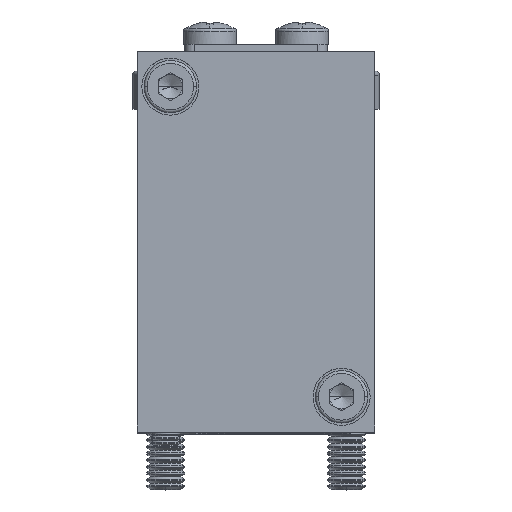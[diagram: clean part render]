
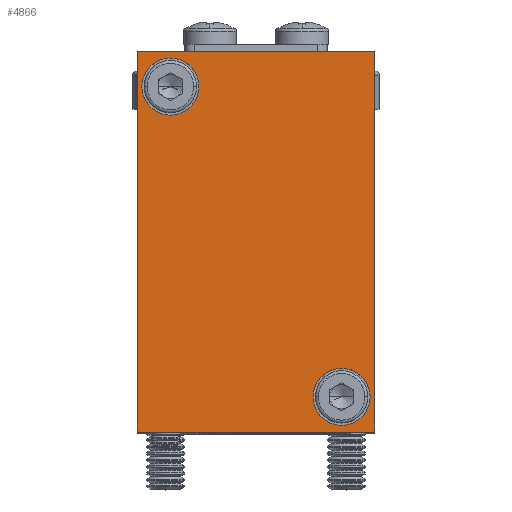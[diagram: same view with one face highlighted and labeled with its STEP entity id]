
A CAD part, top view. The second image highlights one B-rep face of the part: STEP entity #4866.
In plain terms, the highlighted planar face has unit normal (0, 0, 1).
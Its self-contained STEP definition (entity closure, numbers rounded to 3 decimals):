
#898 = CARTESIAN_POINT ( 'NONE',  ( 25., 40., 84. ) ) ;
#4009 = LINE ( 'NONE', #74145, #35190 ) ;
#4866 = ADVANCED_FACE ( 'NONE', ( #7517, #70007, #38724 ), #14375, .F. ) ;
#4954 = EDGE_LOOP ( 'NONE', ( #38671, #62117 ) ) ;
#5031 = CARTESIAN_POINT ( 'NONE',  ( 21.5, 3.7, 84. ) ) ;
#5110 = DIRECTION ( 'NONE',  ( 0., 0., 1. ) ) ;
#5150 = VERTEX_POINT ( 'NONE', #11234 ) ;
#7517 = FACE_BOUND ( 'NONE', #4954, .T. ) ;
#8180 = EDGE_CURVE ( 'NONE', #55624, #44712, #69986, .T. ) ;
#8473 = CARTESIAN_POINT ( 'NONE',  ( 0., 40., 84. ) ) ;
#8612 = VERTEX_POINT ( 'NONE', #20848 ) ;
#9877 = AXIS2_PLACEMENT_3D ( 'NONE', #5031, #46099, #10926 ) ;
#10523 = VERTEX_POINT ( 'NONE', #71118 ) ;
#10926 = DIRECTION ( 'NONE',  ( 1., 0., 0. ) ) ;
#11234 = CARTESIAN_POINT ( 'NONE',  ( 0., 0., 84. ) ) ;
#11317 = VERTEX_POINT ( 'NONE', #72113 ) ;
#11716 = CARTESIAN_POINT ( 'NONE',  ( 21.5, 3.7, 84. ) ) ;
#12771 = ORIENTED_EDGE ( 'NONE', *, *, #48270, .T. ) ;
#13140 = CIRCLE ( 'NONE', #42580, 3. ) ;
#14375 = PLANE ( 'NONE',  #27389 ) ;
#15121 = EDGE_CURVE ( 'NONE', #29500, #10523, #20975, .T. ) ;
#15416 = DIRECTION ( 'NONE',  ( 1., 0., 0. ) ) ;
#16932 = ORIENTED_EDGE ( 'NONE', *, *, #48666, .F. ) ;
#17628 = DIRECTION ( 'NONE',  ( 1., 0., 0. ) ) ;
#19222 = CARTESIAN_POINT ( 'NONE',  ( 0., 0., 84. ) ) ;
#19589 = AXIS2_PLACEMENT_3D ( 'NONE', #40275, #5110, #46183 ) ;
#19763 = CARTESIAN_POINT ( 'NONE',  ( 18.5, 3.7, 84. ) ) ;
#19772 = EDGE_CURVE ( 'NONE', #5150, #32918, #4009, .T. ) ;
#20036 = EDGE_CURVE ( 'NONE', #8612, #11317, #13140, .T. ) ;
#20296 = CARTESIAN_POINT ( 'NONE',  ( 0., 40., 84. ) ) ;
#20848 = CARTESIAN_POINT ( 'NONE',  ( 0.5, 36.3, 84. ) ) ;
#20975 = CIRCLE ( 'NONE', #9877, 3. ) ;
#25865 = DIRECTION ( 'NONE',  ( 0., 0., -1. ) ) ;
#26139 = DIRECTION ( 'NONE',  ( -1., 0., 0. ) ) ;
#27389 = AXIS2_PLACEMENT_3D ( 'NONE', #8473, #25865, #55435 ) ;
#28489 = VECTOR ( 'NONE', #36275, 1000. ) ;
#29500 = VERTEX_POINT ( 'NONE', #19763 ) ;
#29931 = CARTESIAN_POINT ( 'NONE',  ( 3.5, 36.3, 84. ) ) ;
#30328 = LINE ( 'NONE', #59694, #28489 ) ;
#32918 = VERTEX_POINT ( 'NONE', #38175 ) ;
#35190 = VECTOR ( 'NONE', #15416, 1000. ) ;
#35821 = DIRECTION ( 'NONE',  ( 1., 0., 0. ) ) ;
#36275 = DIRECTION ( 'NONE',  ( 0., 1., 0. ) ) ;
#36851 = VECTOR ( 'NONE', #26139, 1000. ) ;
#38175 = CARTESIAN_POINT ( 'NONE',  ( 25., 0., 84. ) ) ;
#38671 = ORIENTED_EDGE ( 'NONE', *, *, #72422, .F. ) ;
#38724 = FACE_OUTER_BOUND ( 'NONE', #40705, .T. ) ;
#40275 = CARTESIAN_POINT ( 'NONE',  ( 3.5, 36.3, 84. ) ) ;
#40705 = EDGE_LOOP ( 'NONE', ( #12771, #64150, #72655, #54965 ) ) ;
#42580 = AXIS2_PLACEMENT_3D ( 'NONE', #29931, #71044, #35821 ) ;
#44712 = VERTEX_POINT ( 'NONE', #61736 ) ;
#46082 = EDGE_CURVE ( 'NONE', #32918, #55624, #30328, .T. ) ;
#46099 = DIRECTION ( 'NONE',  ( 0., 0., 1. ) ) ;
#46183 = DIRECTION ( 'NONE',  ( 1., 0., 0. ) ) ;
#48270 = EDGE_CURVE ( 'NONE', #44712, #5150, #68649, .T. ) ;
#48666 = EDGE_CURVE ( 'NONE', #10523, #29500, #71411, .T. ) ;
#52778 = DIRECTION ( 'NONE',  ( 0., 0., 1. ) ) ;
#54965 = ORIENTED_EDGE ( 'NONE', *, *, #8180, .T. ) ;
#55435 = DIRECTION ( 'NONE',  ( -1., 0., 0. ) ) ;
#55624 = VERTEX_POINT ( 'NONE', #898 ) ;
#59694 = CARTESIAN_POINT ( 'NONE',  ( 25., 0., 84. ) ) ;
#60319 = DIRECTION ( 'NONE',  ( 0., -1., 0. ) ) ;
#61736 = CARTESIAN_POINT ( 'NONE',  ( 0., 40., 84. ) ) ;
#61926 = AXIS2_PLACEMENT_3D ( 'NONE', #11716, #52778, #17628 ) ;
#62117 = ORIENTED_EDGE ( 'NONE', *, *, #20036, .F. ) ;
#64150 = ORIENTED_EDGE ( 'NONE', *, *, #19772, .T. ) ;
#66399 = CIRCLE ( 'NONE', #19589, 3. ) ;
#66801 = VECTOR ( 'NONE', #60319, 1000. ) ;
#68649 = LINE ( 'NONE', #19222, #66801 ) ;
#69986 = LINE ( 'NONE', #20296, #36851 ) ;
#70007 = FACE_BOUND ( 'NONE', #74439, .T. ) ;
#71044 = DIRECTION ( 'NONE',  ( 0., 0., 1. ) ) ;
#71118 = CARTESIAN_POINT ( 'NONE',  ( 24.5, 3.7, 84. ) ) ;
#71411 = CIRCLE ( 'NONE', #61926, 3. ) ;
#71454 = ORIENTED_EDGE ( 'NONE', *, *, #15121, .F. ) ;
#72113 = CARTESIAN_POINT ( 'NONE',  ( 6.5, 36.3, 84. ) ) ;
#72422 = EDGE_CURVE ( 'NONE', #11317, #8612, #66399, .T. ) ;
#72655 = ORIENTED_EDGE ( 'NONE', *, *, #46082, .T. ) ;
#74145 = CARTESIAN_POINT ( 'NONE',  ( 0., 0., 84. ) ) ;
#74439 = EDGE_LOOP ( 'NONE', ( #16932, #71454 ) ) ;
